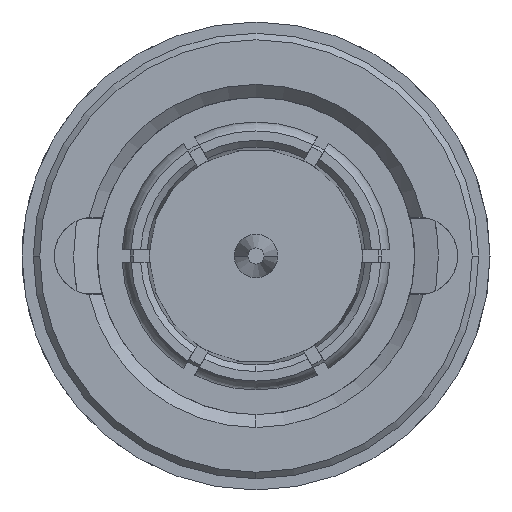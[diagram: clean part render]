
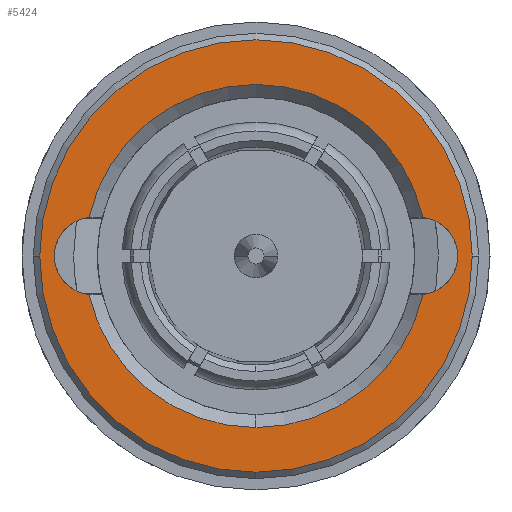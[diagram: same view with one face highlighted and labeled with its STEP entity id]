
A CAD part, left-side view. The second image highlights one B-rep face of the part: STEP entity #5424.
In plain terms, the highlighted planar face has unit normal (-1, 0, 0).
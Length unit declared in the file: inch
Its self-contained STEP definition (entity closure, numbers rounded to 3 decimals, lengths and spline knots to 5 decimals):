
#13 = AXIS2_PLACEMENT_3D ( 'NONE', #6003, #1732, #2803 ) ;
#85 = CARTESIAN_POINT ( 'NONE',  ( 0., 0., -0.20925 ) ) ;
#106 = VERTEX_POINT ( 'NONE', #1564 ) ;
#125 = ORIENTED_EDGE ( 'NONE', *, *, #5709, .F. ) ;
#427 = CIRCLE ( 'NONE', #2358, 0.04724 ) ;
#463 = DIRECTION ( 'NONE',  ( -1., 0., 0. ) ) ;
#549 = EDGE_CURVE ( 'NONE', #5965, #1921, #5170, .T. ) ;
#804 = AXIS2_PLACEMENT_3D ( 'NONE', #4834, #463, #5473 ) ;
#814 = VERTEX_POINT ( 'NONE', #85 ) ;
#856 = VERTEX_POINT ( 'NONE', #6623 ) ;
#969 = PLANE ( 'NONE',  #6610 ) ;
#1013 = CARTESIAN_POINT ( 'NONE',  ( 0., 0., 0. ) ) ;
#1032 = ORIENTED_EDGE ( 'NONE', *, *, #549, .T. ) ;
#1285 = CIRCLE ( 'NONE', #3014, 0.20925 ) ;
#1520 = DIRECTION ( 'NONE',  ( 1., 0., 0. ) ) ;
#1564 = CARTESIAN_POINT ( 'NONE',  ( 0., 0.20391, -0.04697 ) ) ;
#1732 = DIRECTION ( 'NONE',  ( -1., 0., 0. ) ) ;
#1850 = ORIENTED_EDGE ( 'NONE', *, *, #3931, .T. ) ;
#1921 = VERTEX_POINT ( 'NONE', #3416 ) ;
#1945 = DIRECTION ( 'NONE',  ( 1., 0., 0. ) ) ;
#1987 = DIRECTION ( 'NONE',  ( 0., 1., 0. ) ) ;
#2020 = CARTESIAN_POINT ( 'NONE',  ( 0., 0., 0. ) ) ;
#2024 = EDGE_CURVE ( 'NONE', #814, #106, #1285, .T. ) ;
#2058 = DIRECTION ( 'NONE',  ( -1., 0., 0. ) ) ;
#2094 = AXIS2_PLACEMENT_3D ( 'NONE', #2421, #6198, #5072 ) ;
#2319 = CARTESIAN_POINT ( 'NONE',  ( 0., 0., 0. ) ) ;
#2358 = AXIS2_PLACEMENT_3D ( 'NONE', #2474, #2058, #6872 ) ;
#2421 = CARTESIAN_POINT ( 'NONE',  ( 0., 0., 0. ) ) ;
#2474 = CARTESIAN_POINT ( 'NONE',  ( 0., -0.19882, 0. ) ) ;
#2675 = ORIENTED_EDGE ( 'NONE', *, *, #3152, .T. ) ;
#2698 = DIRECTION ( 'NONE',  ( 0., -0.974, -0.224 ) ) ;
#2794 = DIRECTION ( 'NONE',  ( 0., 1., 0. ) ) ;
#2803 = DIRECTION ( 'NONE',  ( 0., -1., 0. ) ) ;
#2978 = CIRCLE ( 'NONE', #6655, 0.26378 ) ;
#3014 = AXIS2_PLACEMENT_3D ( 'NONE', #6531, #6634, #5508 ) ;
#3045 = FACE_OUTER_BOUND ( 'NONE', #5120, .T. ) ;
#3109 = CARTESIAN_POINT ( 'NONE',  ( 0., -0.20391, 0.04697 ) ) ;
#3152 = EDGE_CURVE ( 'NONE', #4744, #814, #5138, .T. ) ;
#3204 = ORIENTED_EDGE ( 'NONE', *, *, #2024, .T. ) ;
#3416 = CARTESIAN_POINT ( 'NONE',  ( 0., -0.26378, 0. ) ) ;
#3542 = CARTESIAN_POINT ( 'NONE',  ( 0., 0., -0.26378 ) ) ;
#3776 = VERTEX_POINT ( 'NONE', #3109 ) ;
#3931 = EDGE_CURVE ( 'NONE', #4248, #5965, #2978, .T. ) ;
#3947 = EDGE_LOOP ( 'NONE', ( #2675, #3204, #6040, #3960, #125 ) ) ;
#3960 = ORIENTED_EDGE ( 'NONE', *, *, #6046, .T. ) ;
#4190 = DIRECTION ( 'NONE',  ( 1., 0., 0. ) ) ;
#4209 = ORIENTED_EDGE ( 'NONE', *, *, #5033, .T. ) ;
#4226 = DIRECTION ( 'NONE',  ( 0., 0.974, 0.224 ) ) ;
#4248 = VERTEX_POINT ( 'NONE', #5814 ) ;
#4279 = CARTESIAN_POINT ( 'NONE',  ( 0., -0.20391, -0.04697 ) ) ;
#4450 = EDGE_CURVE ( 'NONE', #856, #106, #6314, .T. ) ;
#4464 = DIRECTION ( 'NONE',  ( -1., 0., 0. ) ) ;
#4744 = VERTEX_POINT ( 'NONE', #4279 ) ;
#4764 = CARTESIAN_POINT ( 'NONE',  ( 0., 0., 0. ) ) ;
#4834 = CARTESIAN_POINT ( 'NONE',  ( 0., 0.19882, 0. ) ) ;
#5033 = EDGE_CURVE ( 'NONE', #1921, #4248, #5284, .T. ) ;
#5072 = DIRECTION ( 'NONE',  ( 0., 1., 0. ) ) ;
#5111 = AXIS2_PLACEMENT_3D ( 'NONE', #4764, #4190, #4226 ) ;
#5120 = EDGE_LOOP ( 'NONE', ( #4209, #1850, #1032 ) ) ;
#5138 = CIRCLE ( 'NONE', #6764, 0.20925 ) ;
#5170 = CIRCLE ( 'NONE', #2094, 0.26378 ) ;
#5284 = CIRCLE ( 'NONE', #13, 0.26378 ) ;
#5424 = ADVANCED_FACE ( 'NONE', ( #7021, #3045 ), #969, .F. ) ;
#5473 = DIRECTION ( 'NONE',  ( 0., 0.108, 0.994 ) ) ;
#5508 = DIRECTION ( 'NONE',  ( 0., -0.974, -0.224 ) ) ;
#5709 = EDGE_CURVE ( 'NONE', #4744, #3776, #427, .T. ) ;
#5814 = CARTESIAN_POINT ( 'NONE',  ( 0., 0.26378, 0. ) ) ;
#5965 = VERTEX_POINT ( 'NONE', #3542 ) ;
#6003 = CARTESIAN_POINT ( 'NONE',  ( 0., 0., 0. ) ) ;
#6040 = ORIENTED_EDGE ( 'NONE', *, *, #4450, .F. ) ;
#6046 = EDGE_CURVE ( 'NONE', #856, #3776, #6733, .T. ) ;
#6198 = DIRECTION ( 'NONE',  ( -1., 0., 0. ) ) ;
#6314 = CIRCLE ( 'NONE', #804, 0.04724 ) ;
#6531 = CARTESIAN_POINT ( 'NONE',  ( 0., 0., 0. ) ) ;
#6610 = AXIS2_PLACEMENT_3D ( 'NONE', #2020, #1945, #1987 ) ;
#6623 = CARTESIAN_POINT ( 'NONE',  ( 0., 0.20391, 0.04697 ) ) ;
#6634 = DIRECTION ( 'NONE',  ( 1., 0., 0. ) ) ;
#6655 = AXIS2_PLACEMENT_3D ( 'NONE', #2319, #4464, #2794 ) ;
#6733 = CIRCLE ( 'NONE', #5111, 0.20925 ) ;
#6764 = AXIS2_PLACEMENT_3D ( 'NONE', #1013, #1520, #2698 ) ;
#6872 = DIRECTION ( 'NONE',  ( 0., -0.108, -0.994 ) ) ;
#7021 = FACE_BOUND ( 'NONE', #3947, .T. ) ;
